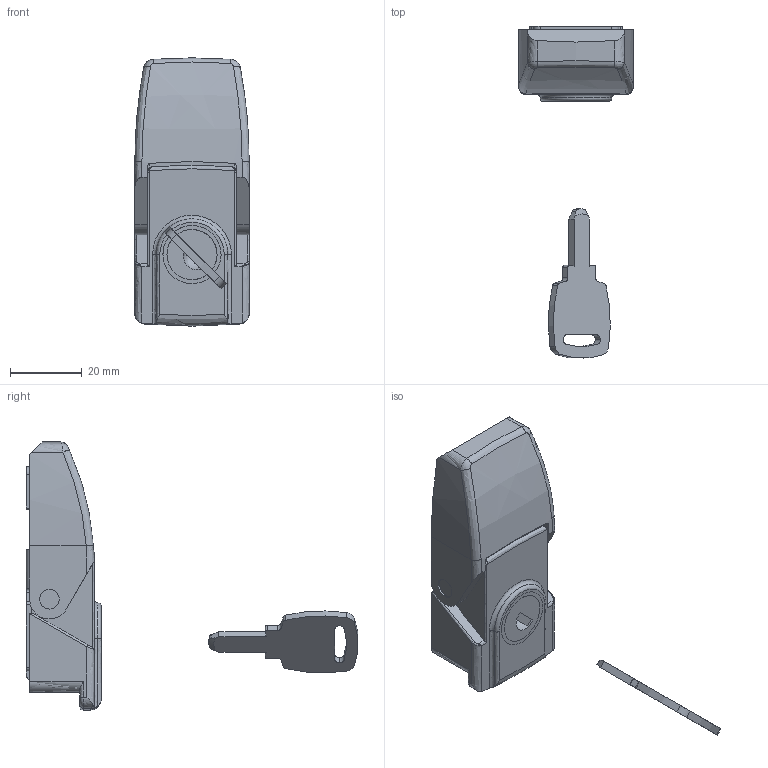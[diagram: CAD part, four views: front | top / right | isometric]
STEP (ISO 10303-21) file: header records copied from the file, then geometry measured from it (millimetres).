
FILE_DESCRIPTION((''),'2;1');
FILE_NAME('','2006-11-07T13:29:30',(''),(''),'','CADfix','');
FILE_SCHEMA(('AUTOMOTIVE_DESIGN'));
Length unit declared in the file: millimetre
Products named in the file (10): shaft_B; shaft_A; lock; lock cam; lever; key; keeper; base; arm; TL_354_1K_5588_36
Assembly tree (9 placements, depth 2):
  TL_354_1K_5588_36
    shaft_B
    shaft_A
    lock
    lock cam
    lever
    key
    keeper
    base
    arm
Bounding box: 32 x 92.73 x 75 mm (x, y, z)
Volume: 23031.5 mm3; surface area: 20653.6 mm2
Topology: 9 solids, 9 shells, 389 faces, 1258 edges, 888 vertices
Faces by surface type: bspline 389
Entity records: 18136 total; most frequent: CARTESIAN_POINT 10587, ORIENTED_EDGE 2492, EDGE_CURVE 1246, VERTEX_POINT 888, B_SPLINE_CURVE_WITH_KNOTS 715, QUASI_UNIFORM_CURVE 519, EDGE_LOOP 434, FACE_OUTER_BOUND 389
